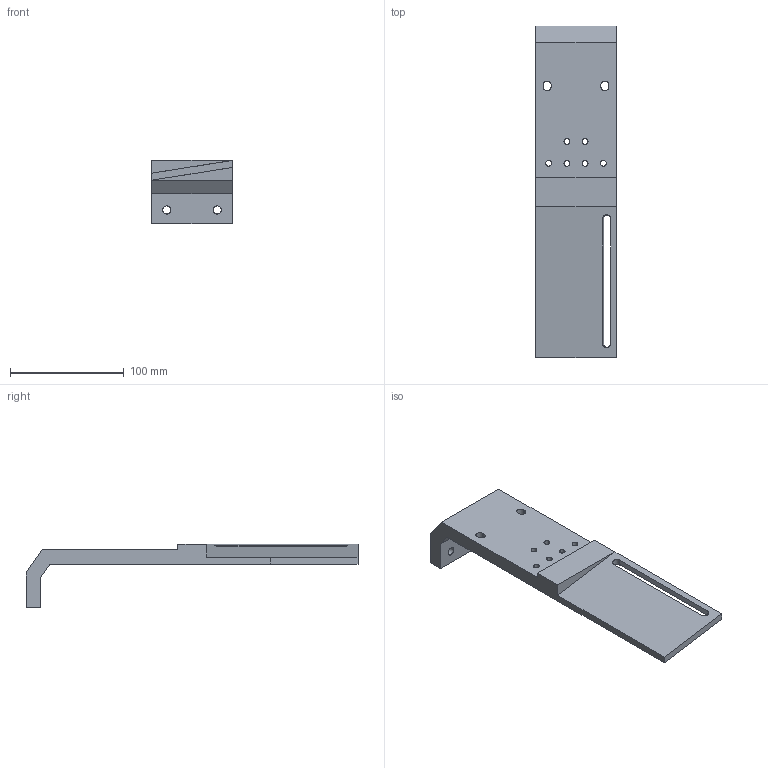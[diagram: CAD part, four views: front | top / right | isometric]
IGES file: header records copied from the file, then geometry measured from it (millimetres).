
Start section: SolidWorks IGES file using analytic representation for surfaces
Global section: file name: D1201251-v1_aLIGO_SLC_ACB_BSC1-BSC3 Variable Height Gauge.IGS; native system: SolidWorks 2012; preprocessor: SolidWorks 2012; author: tnguyen; date: 121030.102513; units: inch
Bounding box: 71.12 x 291.72 x 55.49 mm (x, y, z)
Surface area: 56845.1 mm2 (no closed solid volume)
Topology: 0 solids, 0 shells, 80 faces, 3144 edges, 3144 vertices
Faces by surface type: bspline 58, revolution 22
